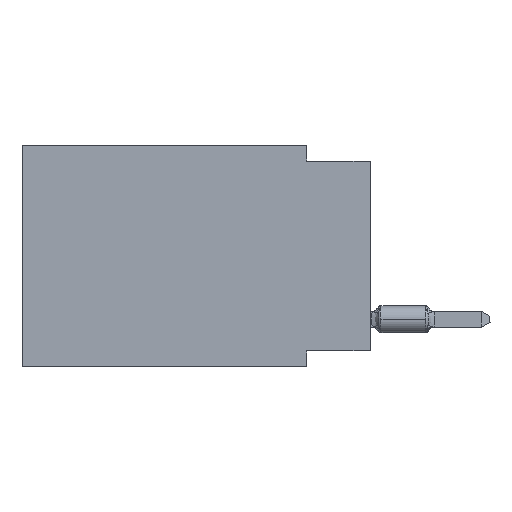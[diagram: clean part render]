
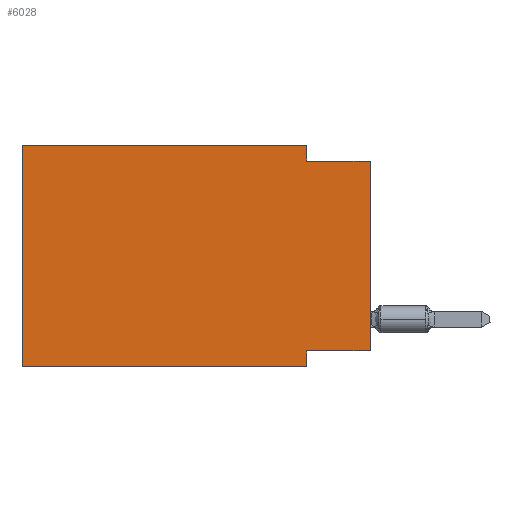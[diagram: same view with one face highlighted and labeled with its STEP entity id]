
A CAD part, left-side view. The second image highlights one B-rep face of the part: STEP entity #6028.
In plain terms, the highlighted planar face has unit normal (-1, 0, 0).
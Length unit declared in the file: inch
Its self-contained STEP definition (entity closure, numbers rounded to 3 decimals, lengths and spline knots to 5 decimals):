
#47 = FACE_OUTER_BOUND ( 'NONE', #9330, .T. ) ;
#210 = ORIENTED_EDGE ( 'NONE', *, *, #3070, .F. ) ;
#251 = LINE ( 'NONE', #13071, #1829 ) ;
#891 = VECTOR ( 'NONE', #15198, 39.37008 ) ;
#1006 = VERTEX_POINT ( 'NONE', #5955 ) ;
#1040 = DIRECTION ( 'NONE',  ( 0., 1., 0. ) ) ;
#1309 = CARTESIAN_POINT ( 'NONE',  ( 0., 0.1, -0.35 ) ) ;
#1404 = DIRECTION ( 'NONE',  ( 0., 0., 1. ) ) ;
#1452 = VECTOR ( 'NONE', #16040, 39.37008 ) ;
#1829 = VECTOR ( 'NONE', #14466, 39.37008 ) ;
#2222 = ORIENTED_EDGE ( 'NONE', *, *, #9455, .F. ) ;
#2550 = ORIENTED_EDGE ( 'NONE', *, *, #6423, .F. ) ;
#2794 = CARTESIAN_POINT ( 'NONE',  ( 0., 0.55, 0. ) ) ;
#3070 = EDGE_CURVE ( 'NONE', #13944, #6180, #15233, .T. ) ;
#3195 = DIRECTION ( 'NONE',  ( 1., 0., 0. ) ) ;
#3818 = CARTESIAN_POINT ( 'NONE',  ( 0., 0.1, 0. ) ) ;
#3876 = ORIENTED_EDGE ( 'NONE', *, *, #11902, .T. ) ;
#3937 = CARTESIAN_POINT ( 'NONE',  ( 0., 0.55, -0.35 ) ) ;
#4315 = EDGE_CURVE ( 'NONE', #4608, #7646, #17197, .T. ) ;
#4608 = VERTEX_POINT ( 'NONE', #12054 ) ;
#4632 = DIRECTION ( 'NONE',  ( 0., 0., -1. ) ) ;
#5044 = CARTESIAN_POINT ( 'NONE',  ( 0., 0.1, -0.325 ) ) ;
#5461 = CARTESIAN_POINT ( 'NONE',  ( 0., 0.1, -0.025 ) ) ;
#5955 = CARTESIAN_POINT ( 'NONE',  ( 0., 0., -0.025 ) ) ;
#6028 = ADVANCED_FACE ( 'NONE', ( #47 ), #10317, .F. ) ;
#6180 = VERTEX_POINT ( 'NONE', #5044 ) ;
#6423 = EDGE_CURVE ( 'NONE', #17568, #4608, #251, .T. ) ;
#6445 = LINE ( 'NONE', #3818, #891 ) ;
#6584 = LINE ( 'NONE', #3937, #12328 ) ;
#6609 = ORIENTED_EDGE ( 'NONE', *, *, #4315, .F. ) ;
#6743 = LINE ( 'NONE', #7676, #1452 ) ;
#7646 = VERTEX_POINT ( 'NONE', #17658 ) ;
#7676 = CARTESIAN_POINT ( 'NONE',  ( 0., 0., -0.025 ) ) ;
#9330 = EDGE_LOOP ( 'NONE', ( #12845, #14123, #14056, #6609, #2550, #3876, #2222, #210 ) ) ;
#9366 = CARTESIAN_POINT ( 'NONE',  ( 0., 0., -0.325 ) ) ;
#9455 = EDGE_CURVE ( 'NONE', #6180, #17398, #11267, .T. ) ;
#10317 = PLANE ( 'NONE',  #16389 ) ;
#10979 = CARTESIAN_POINT ( 'NONE',  ( 0., 0.55, -0.35 ) ) ;
#11048 = DIRECTION ( 'NONE',  ( 0., -1., 0. ) ) ;
#11267 = LINE ( 'NONE', #14245, #13033 ) ;
#11363 = DIRECTION ( 'NONE',  ( 0., 0., -1. ) ) ;
#11399 = DIRECTION ( 'NONE',  ( 0., -1., 0. ) ) ;
#11902 = EDGE_CURVE ( 'NONE', #17568, #17398, #6584, .T. ) ;
#11917 = EDGE_CURVE ( 'NONE', #7646, #14101, #6445, .T. ) ;
#12054 = CARTESIAN_POINT ( 'NONE',  ( 0., 0.55, 0. ) ) ;
#12328 = VECTOR ( 'NONE', #11048, 39.37008 ) ;
#12845 = ORIENTED_EDGE ( 'NONE', *, *, #12901, .T. ) ;
#12901 = EDGE_CURVE ( 'NONE', #13944, #1006, #16961, .T. ) ;
#13033 = VECTOR ( 'NONE', #11363, 39.37008 ) ;
#13071 = CARTESIAN_POINT ( 'NONE',  ( 0., 0.55, 0. ) ) ;
#13111 = CARTESIAN_POINT ( 'NONE',  ( 0., 0.55, 0. ) ) ;
#13350 = EDGE_CURVE ( 'NONE', #14101, #1006, #6743, .T. ) ;
#13418 = VECTOR ( 'NONE', #11399, 39.37008 ) ;
#13944 = VERTEX_POINT ( 'NONE', #9366 ) ;
#14056 = ORIENTED_EDGE ( 'NONE', *, *, #11917, .F. ) ;
#14101 = VERTEX_POINT ( 'NONE', #5461 ) ;
#14123 = ORIENTED_EDGE ( 'NONE', *, *, #13350, .F. ) ;
#14245 = CARTESIAN_POINT ( 'NONE',  ( 0., 0.1, -0.35 ) ) ;
#14466 = DIRECTION ( 'NONE',  ( 0., 0., 1. ) ) ;
#14960 = CARTESIAN_POINT ( 'NONE',  ( 0., 0., -0.325 ) ) ;
#15198 = DIRECTION ( 'NONE',  ( 0., 0., -1. ) ) ;
#15233 = LINE ( 'NONE', #14960, #15682 ) ;
#15682 = VECTOR ( 'NONE', #1040, 39.37008 ) ;
#16040 = DIRECTION ( 'NONE',  ( 0., -1., 0. ) ) ;
#16086 = VECTOR ( 'NONE', #1404, 39.37008 ) ;
#16389 = AXIS2_PLACEMENT_3D ( 'NONE', #13111, #3195, #4632 ) ;
#16961 = LINE ( 'NONE', #18377, #16086 ) ;
#17197 = LINE ( 'NONE', #2794, #13418 ) ;
#17398 = VERTEX_POINT ( 'NONE', #1309 ) ;
#17568 = VERTEX_POINT ( 'NONE', #10979 ) ;
#17658 = CARTESIAN_POINT ( 'NONE',  ( 0., 0.1, 0. ) ) ;
#18377 = CARTESIAN_POINT ( 'NONE',  ( 0., 0., 0. ) ) ;
